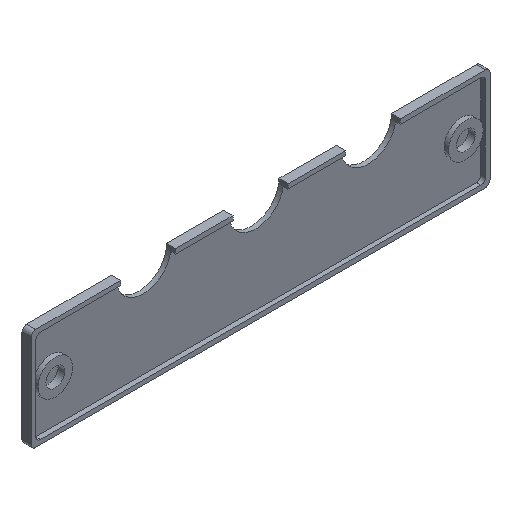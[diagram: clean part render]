
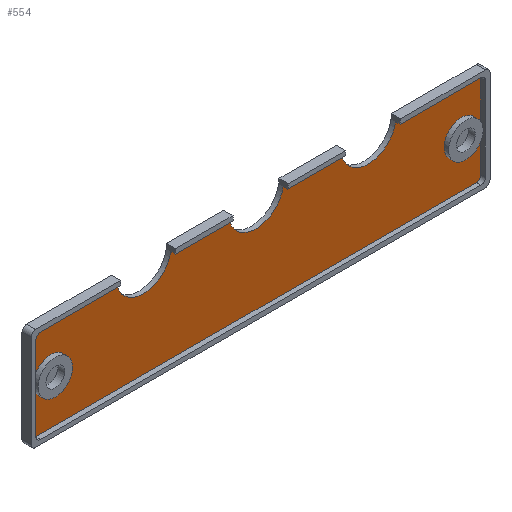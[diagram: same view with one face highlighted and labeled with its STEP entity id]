
A CAD part, isometric view. The second image highlights one B-rep face of the part: STEP entity #554.
In plain terms, the highlighted planar face has unit normal (0, -1, 0).
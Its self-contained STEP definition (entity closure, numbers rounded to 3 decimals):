
#192=CARTESIAN_POINT('',(-633.832,22.,329.305));
#193=VERTEX_POINT('',#192);
#208=CARTESIAN_POINT('',(-659.068,22.,329.305));
#209=VERTEX_POINT('',#208);
#216=CARTESIAN_POINT('',(-633.832,22.,329.305));
#217=DIRECTION('',(-1.,-0.,0.));
#218=VECTOR('',#217,25.236);
#219=LINE('',#216,#218);
#220=EDGE_CURVE('',#193,#209,#219,.T.);
#294=CARTESIAN_POINT('',(-610.168,22.,329.305));
#295=VERTEX_POINT('',#294);
#304=CARTESIAN_POINT('',(-584.932,22.,329.305));
#305=VERTEX_POINT('',#304);
#306=CARTESIAN_POINT('',(-584.932,22.,329.305));
#307=DIRECTION('',(-1.,-0.,0.));
#308=VECTOR('',#307,25.236);
#309=LINE('',#306,#308);
#310=EDGE_CURVE('',#305,#295,#309,.T.);
#382=CARTESIAN_POINT('',(-682.732,22.,329.305));
#383=VERTEX_POINT('',#382);
#398=CARTESIAN_POINT('',(-717.8,22.,329.305));
#399=VERTEX_POINT('',#398);
#406=CARTESIAN_POINT('',(-682.732,22.,329.305));
#407=DIRECTION('',(-1.,-0.,0.));
#408=VECTOR('',#407,35.068);
#409=LINE('',#406,#408);
#410=EDGE_CURVE('',#383,#399,#409,.T.);
#415=CARTESIAN_POINT('',(-635.8,22.,256.75));
#416=DIRECTION('',(0.,-1.,0.));
#417=DIRECTION('',(0.,0.,-1.));
#418=AXIS2_PLACEMENT_3D('',#415,#416,#417);
#419=PLANE('',#418);
#420=CARTESIAN_POINT('',(-622.,22.,331.305));
#421=DIRECTION('',(0.,-1.,0.));
#422=DIRECTION('',(1.,0.,0.));
#423=AXIS2_PLACEMENT_3D('',#420,#421,#422);
#424=CIRCLE('',#423,12.);
#425=EDGE_CURVE('',#193,#295,#424,.T.);
#426=ORIENTED_EDGE('',*,*,#425,.F.);
#427=ORIENTED_EDGE('',*,*,#220,.T.);
#428=CARTESIAN_POINT('',(-670.9,22.,331.305));
#429=DIRECTION('',(0.,-1.,0.));
#430=DIRECTION('',(1.,0.,0.));
#431=AXIS2_PLACEMENT_3D('',#428,#429,#430);
#432=CIRCLE('',#431,12.);
#433=EDGE_CURVE('',#383,#209,#432,.T.);
#434=ORIENTED_EDGE('',*,*,#433,.F.);
#435=ORIENTED_EDGE('',*,*,#410,.T.);
#436=CARTESIAN_POINT('',(-719.8,22.,327.305));
#437=VERTEX_POINT('',#436);
#438=CARTESIAN_POINT('',(-717.8,22.,327.305));
#439=DIRECTION('',(0.,-1.,0.));
#440=DIRECTION('',(1.,0.,0.));
#441=AXIS2_PLACEMENT_3D('',#438,#439,#440);
#442=CIRCLE('',#441,2.);
#443=EDGE_CURVE('',#399,#437,#442,.T.);
#444=ORIENTED_EDGE('',*,*,#443,.T.);
#445=CARTESIAN_POINT('',(-719.8,22.,290.855));
#446=VERTEX_POINT('',#445);
#447=CARTESIAN_POINT('',(-719.8,22.,327.305));
#448=DIRECTION('',(0.,0.,-1.));
#449=VECTOR('',#448,36.45);
#450=LINE('',#447,#449);
#451=EDGE_CURVE('',#437,#446,#450,.T.);
#452=ORIENTED_EDGE('',*,*,#451,.T.);
#453=CARTESIAN_POINT('',(-717.8,22.,288.855));
#454=VERTEX_POINT('',#453);
#455=CARTESIAN_POINT('',(-717.8,22.,290.855));
#456=DIRECTION('',(0.,-1.,0.));
#457=DIRECTION('',(1.,0.,0.));
#458=AXIS2_PLACEMENT_3D('',#455,#456,#457);
#459=CIRCLE('',#458,2.);
#460=EDGE_CURVE('',#446,#454,#459,.T.);
#461=ORIENTED_EDGE('',*,*,#460,.T.);
#462=CARTESIAN_POINT('',(-526.2,22.,288.855));
#463=VERTEX_POINT('',#462);
#464=CARTESIAN_POINT('',(-717.8,22.,288.855));
#465=DIRECTION('',(1.,0.,0.));
#466=VECTOR('',#465,191.6);
#467=LINE('',#464,#466);
#468=EDGE_CURVE('',#454,#463,#467,.T.);
#469=ORIENTED_EDGE('',*,*,#468,.T.);
#470=CARTESIAN_POINT('',(-524.2,22.,290.855));
#471=VERTEX_POINT('',#470);
#472=CARTESIAN_POINT('',(-526.2,22.,290.855));
#473=DIRECTION('',(-0.,1.,0.));
#474=DIRECTION('',(-1.,-0.,0.));
#475=AXIS2_PLACEMENT_3D('',#472,#473,#474);
#476=CIRCLE('',#475,2.);
#477=EDGE_CURVE('',#471,#463,#476,.T.);
#478=ORIENTED_EDGE('',*,*,#477,.F.);
#479=CARTESIAN_POINT('',(-524.2,22.,327.305));
#480=VERTEX_POINT('',#479);
#481=CARTESIAN_POINT('',(-524.2,22.,327.305));
#482=DIRECTION('',(0.,0.,-1.));
#483=VECTOR('',#482,36.45);
#484=LINE('',#481,#483);
#485=EDGE_CURVE('',#480,#471,#484,.T.);
#486=ORIENTED_EDGE('',*,*,#485,.F.);
#487=CARTESIAN_POINT('',(-526.2,22.,329.305));
#488=VERTEX_POINT('',#487);
#489=CARTESIAN_POINT('',(-526.2,22.,327.305));
#490=DIRECTION('',(-0.,1.,0.));
#491=DIRECTION('',(-1.,-0.,0.));
#492=AXIS2_PLACEMENT_3D('',#489,#490,#491);
#493=CIRCLE('',#492,2.);
#494=EDGE_CURVE('',#488,#480,#493,.T.);
#495=ORIENTED_EDGE('',*,*,#494,.F.);
#496=CARTESIAN_POINT('',(-561.268,22.,329.305));
#497=VERTEX_POINT('',#496);
#498=CARTESIAN_POINT('',(-526.2,22.,329.305));
#499=DIRECTION('',(-1.,-0.,0.));
#500=VECTOR('',#499,35.068);
#501=LINE('',#498,#500);
#502=EDGE_CURVE('',#488,#497,#501,.T.);
#503=ORIENTED_EDGE('',*,*,#502,.T.);
#504=CARTESIAN_POINT('',(-573.1,22.,331.305));
#505=DIRECTION('',(0.,-1.,0.));
#506=DIRECTION('',(1.,0.,0.));
#507=AXIS2_PLACEMENT_3D('',#504,#505,#506);
#508=CIRCLE('',#507,12.);
#509=EDGE_CURVE('',#305,#497,#508,.T.);
#510=ORIENTED_EDGE('',*,*,#509,.F.);
#511=ORIENTED_EDGE('',*,*,#310,.T.);
#512=EDGE_LOOP('',(#426,#427,#434,#435,#444,#452,#461,#469,#478,#486,#495,#503,#510,#511));
#513=FACE_BOUND('',#512,.T.);
#514=CARTESIAN_POINT('',(-718.8,22.,309.1));
#515=VERTEX_POINT('',#514);
#516=CARTESIAN_POINT('',(-703.8,22.,309.1));
#517=VERTEX_POINT('',#516);
#518=CARTESIAN_POINT('',(-711.3,22.,309.1));
#519=DIRECTION('',(0.,-1.,0.));
#520=DIRECTION('',(1.,0.,0.));
#521=AXIS2_PLACEMENT_3D('',#518,#519,#520);
#522=CIRCLE('',#521,7.5);
#523=EDGE_CURVE('',#515,#517,#522,.T.);
#524=ORIENTED_EDGE('',*,*,#523,.F.);
#525=CARTESIAN_POINT('',(-711.3,22.,309.1));
#526=DIRECTION('',(0.,-1.,0.));
#527=DIRECTION('',(1.,0.,0.));
#528=AXIS2_PLACEMENT_3D('',#525,#526,#527);
#529=CIRCLE('',#528,7.5);
#530=EDGE_CURVE('',#517,#515,#529,.T.);
#531=ORIENTED_EDGE('',*,*,#530,.F.);
#532=EDGE_LOOP('',(#524,#531));
#533=FACE_BOUND('',#532,.T.);
#534=CARTESIAN_POINT('',(-540.2,22.,309.1));
#535=VERTEX_POINT('',#534);
#536=CARTESIAN_POINT('',(-525.2,22.,309.1));
#537=VERTEX_POINT('',#536);
#538=CARTESIAN_POINT('',(-532.7,22.,309.1));
#539=DIRECTION('',(-0.,1.,0.));
#540=DIRECTION('',(-1.,-0.,0.));
#541=AXIS2_PLACEMENT_3D('',#538,#539,#540);
#542=CIRCLE('',#541,7.5);
#543=EDGE_CURVE('',#535,#537,#542,.T.);
#544=ORIENTED_EDGE('',*,*,#543,.T.);
#545=CARTESIAN_POINT('',(-532.7,22.,309.1));
#546=DIRECTION('',(-0.,1.,0.));
#547=DIRECTION('',(-1.,-0.,0.));
#548=AXIS2_PLACEMENT_3D('',#545,#546,#547);
#549=CIRCLE('',#548,7.5);
#550=EDGE_CURVE('',#537,#535,#549,.T.);
#551=ORIENTED_EDGE('',*,*,#550,.T.);
#552=EDGE_LOOP('',(#544,#551));
#553=FACE_BOUND('',#552,.T.);
#554=ADVANCED_FACE('',(#513,#533,#553),#419,.T.);
